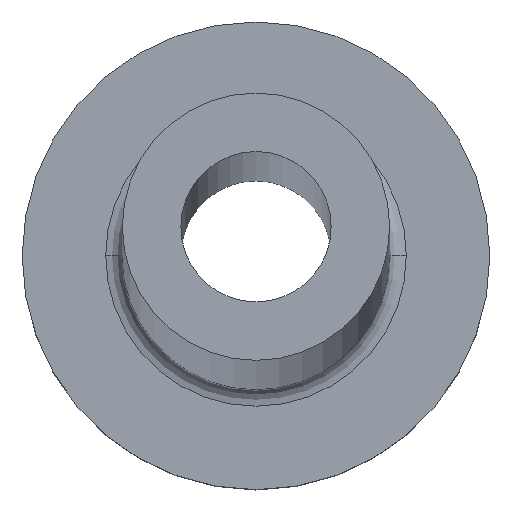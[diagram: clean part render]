
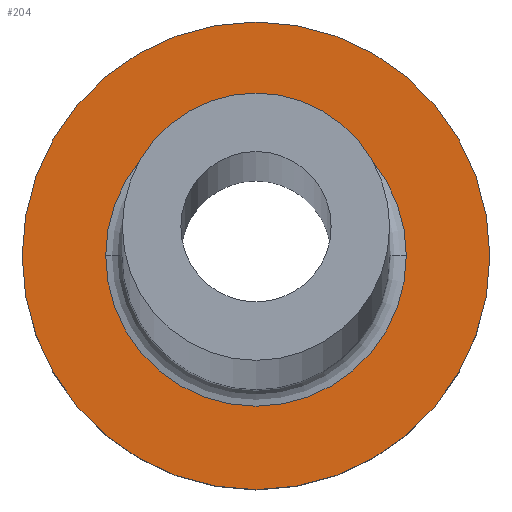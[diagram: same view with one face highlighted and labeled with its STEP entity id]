
A CAD part, top view. The second image highlights one B-rep face of the part: STEP entity #204.
In plain terms, the highlighted planar face has unit normal (0, 0, 1).
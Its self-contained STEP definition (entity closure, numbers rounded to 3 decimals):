
#3 = VERTEX_POINT ( 'NONE', #174 ) ;
#5 = FACE_OUTER_BOUND ( 'NONE', #305, .T. ) ;
#15 = CARTESIAN_POINT ( 'NONE',  ( 0., 0., 5. ) ) ;
#28 = ORIENTED_EDGE ( 'NONE', *, *, #145, .T. ) ;
#29 = VERTEX_POINT ( 'NONE', #224 ) ;
#51 = ORIENTED_EDGE ( 'NONE', *, *, #91, .T. ) ;
#75 = AXIS2_PLACEMENT_3D ( 'NONE', #153, #98, #265 ) ;
#77 = DIRECTION ( 'NONE',  ( 1., 0., 0. ) ) ;
#87 = CARTESIAN_POINT ( 'NONE',  ( -7., 0., 5. ) ) ;
#91 = EDGE_CURVE ( 'NONE', #112, #3, #128, .T. ) ;
#98 = DIRECTION ( 'NONE',  ( 0., 0., 1. ) ) ;
#112 = VERTEX_POINT ( 'NONE', #177 ) ;
#123 = AXIS2_PLACEMENT_3D ( 'NONE', #15, #213, #334 ) ;
#124 = CARTESIAN_POINT ( 'NONE',  ( 0., 0., 5. ) ) ;
#128 = CIRCLE ( 'NONE', #175, 4.5 ) ;
#145 = EDGE_CURVE ( 'NONE', #3, #112, #375, .T. ) ;
#153 = CARTESIAN_POINT ( 'NONE',  ( 0., 0., 5. ) ) ;
#156 = DIRECTION ( 'NONE',  ( 0., 0., 1. ) ) ;
#174 = CARTESIAN_POINT ( 'NONE',  ( -4.5, 0., 5. ) ) ;
#175 = AXIS2_PLACEMENT_3D ( 'NONE', #124, #212, #77 ) ;
#177 = CARTESIAN_POINT ( 'NONE',  ( 4.5, 0., 5. ) ) ;
#181 = EDGE_CURVE ( 'NONE', #29, #229, #234, .T. ) ;
#189 = EDGE_LOOP ( 'NONE', ( #51, #28 ) ) ;
#193 = CIRCLE ( 'NONE', #292, 7. ) ;
#204 = ADVANCED_FACE ( 'NONE', ( #262, #5 ), #208, .T. ) ;
#208 = PLANE ( 'NONE',  #75 ) ;
#212 = DIRECTION ( 'NONE',  ( 0., 0., -1. ) ) ;
#213 = DIRECTION ( 'NONE',  ( 0., 0., -1. ) ) ;
#217 = CARTESIAN_POINT ( 'NONE',  ( 0., 0., 5. ) ) ;
#218 = ORIENTED_EDGE ( 'NONE', *, *, #181, .T. ) ;
#221 = DIRECTION ( 'NONE',  ( 0., 0., 1. ) ) ;
#224 = CARTESIAN_POINT ( 'NONE',  ( 7., 0., 5. ) ) ;
#229 = VERTEX_POINT ( 'NONE', #87 ) ;
#230 = AXIS2_PLACEMENT_3D ( 'NONE', #324, #156, #268 ) ;
#234 = CIRCLE ( 'NONE', #230, 7. ) ;
#254 = ORIENTED_EDGE ( 'NONE', *, *, #340, .T. ) ;
#262 = FACE_BOUND ( 'NONE', #189, .T. ) ;
#265 = DIRECTION ( 'NONE',  ( 1., 0., 0. ) ) ;
#268 = DIRECTION ( 'NONE',  ( 1., 0., 0. ) ) ;
#292 = AXIS2_PLACEMENT_3D ( 'NONE', #217, #221, #337 ) ;
#305 = EDGE_LOOP ( 'NONE', ( #254, #218 ) ) ;
#324 = CARTESIAN_POINT ( 'NONE',  ( 0., 0., 5. ) ) ;
#334 = DIRECTION ( 'NONE',  ( 1., 0., 0. ) ) ;
#337 = DIRECTION ( 'NONE',  ( 1., 0., 0. ) ) ;
#340 = EDGE_CURVE ( 'NONE', #229, #29, #193, .T. ) ;
#375 = CIRCLE ( 'NONE', #123, 4.5 ) ;
